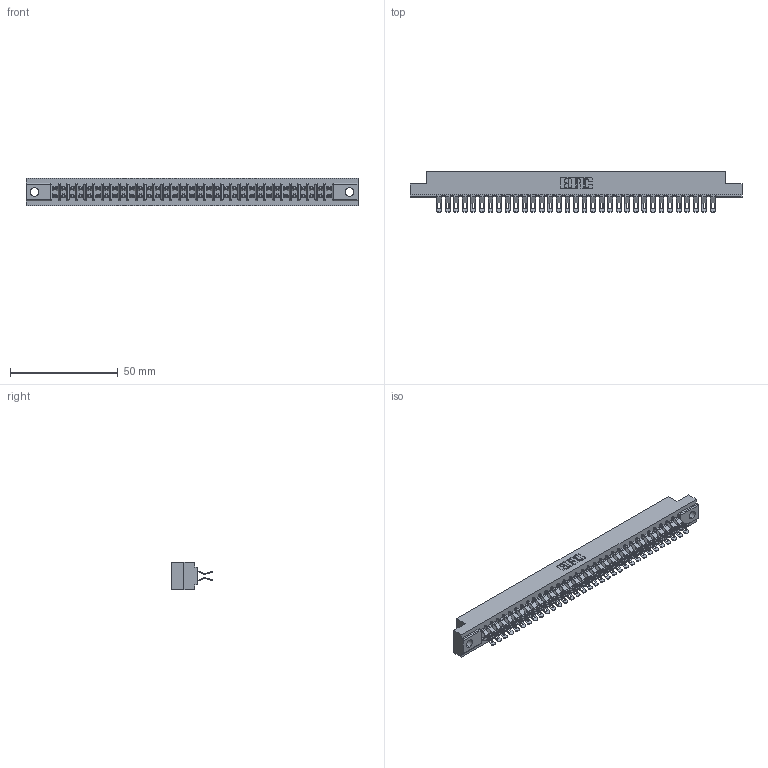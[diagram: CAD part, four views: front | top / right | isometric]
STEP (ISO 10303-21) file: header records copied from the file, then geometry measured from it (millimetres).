
FILE_DESCRIPTION (( 'STEP AP203' ), '1' );
FILE_NAME ('357-066-455-204.STEP', '2020-10-05T02:00:56', ( '' ), ( '' ), 'SwSTEP 2.0', 'SolidWorks 2020', '' );
FILE_SCHEMA (( 'CONFIG_CONTROL_DESIGN' ));
Length unit declared in the file: inch
Products named in the file (3): 307-290-001_555; 357-066-455-204; 307 Part_.156 Dia Mounting Holes
Assembly tree (67 placements, depth 2):
  357-066-455-204
    307 Part_.156 Dia Mounting Holes
    307-290-001_555  x66
Bounding box: 153.77 x 18.75 x 12.7 mm (x, y, z)
Volume: 16378.7 mm3; surface area: 20783.5 mm2
Topology: 67 solids, 67 shells, 4192 faces, 12305 edges, 8022 vertices
Faces by surface type: plane 2328, cylinder 1796, sphere 68
Entity records: 31411 total; most frequent: CARTESIAN_POINT 5151, ORIENTED_EDGE 5104, DIRECTION 5048, EDGE_CURVE 2552, LINE 1950, VECTOR 1950, VERTEX_POINT 1652, AXIS2_PLACEMENT_3D 1549
